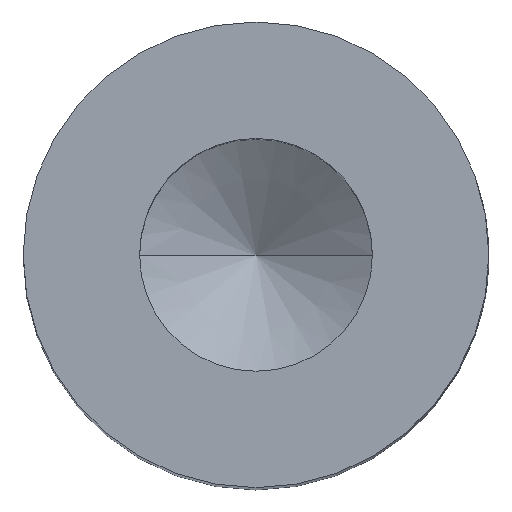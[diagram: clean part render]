
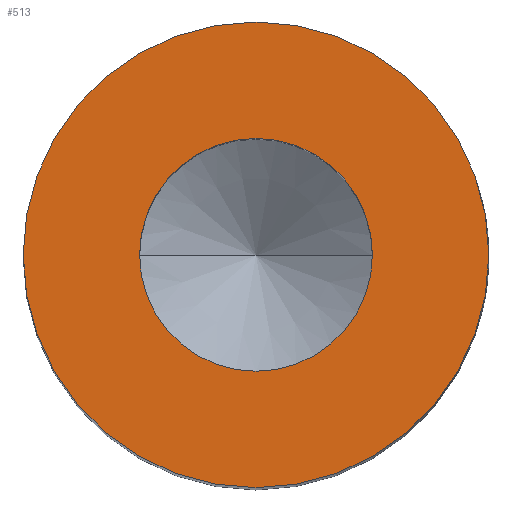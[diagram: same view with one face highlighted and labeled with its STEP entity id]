
A CAD part, top view. The second image highlights one B-rep face of the part: STEP entity #513.
In plain terms, the highlighted planar face has unit normal (0, 0, 1).
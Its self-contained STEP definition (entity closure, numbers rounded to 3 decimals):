
#80 = CARTESIAN_POINT ( 'NONE',  ( 44.584, 44.059, 63. ) ) ;
#88 = AXIS2_PLACEMENT_3D ( 'NONE', #372, #350, #344 ) ;
#92 = DIRECTION ( 'NONE',  ( -1., 0., 0. ) ) ;
#101 = DIRECTION ( 'NONE',  ( 0., 0., -1. ) ) ;
#102 = CARTESIAN_POINT ( 'NONE',  ( 51.584, 44.059, 63. ) ) ;
#164 = FACE_BOUND ( 'NONE', #610, .T. ) ;
#169 = VERTEX_POINT ( 'NONE', #80 ) ;
#180 = CIRCLE ( 'NONE', #782, 7. ) ;
#199 = EDGE_CURVE ( 'NONE', #169, #885, #180, .T. ) ;
#201 = AXIS2_PLACEMENT_3D ( 'NONE', #687, #688, #694 ) ;
#207 = ORIENTED_EDGE ( 'NONE', *, *, #817, .F. ) ;
#223 = FACE_OUTER_BOUND ( 'NONE', #387, .T. ) ;
#231 = AXIS2_PLACEMENT_3D ( 'NONE', #273, #279, #284 ) ;
#255 = CARTESIAN_POINT ( 'NONE',  ( 51.584, 44.059, 63. ) ) ;
#256 = VERTEX_POINT ( 'NONE', #549 ) ;
#260 = DIRECTION ( 'NONE',  ( 0., 0., -1. ) ) ;
#265 = DIRECTION ( 'NONE',  ( 1., 0., 0. ) ) ;
#273 = CARTESIAN_POINT ( 'NONE',  ( 51.584, 44.059, 63. ) ) ;
#279 = DIRECTION ( 'NONE',  ( 0., 0., -1. ) ) ;
#284 = DIRECTION ( 'NONE',  ( -1., 0., 0. ) ) ;
#344 = DIRECTION ( 'NONE',  ( -1., 0., 0. ) ) ;
#350 = DIRECTION ( 'NONE',  ( 0., 0., -1. ) ) ;
#352 = CIRCLE ( 'NONE', #231, 7. ) ;
#355 = PLANE ( 'NONE',  #88 ) ;
#372 = CARTESIAN_POINT ( 'NONE',  ( 51.584, 41.559, 63. ) ) ;
#387 = EDGE_LOOP ( 'NONE', ( #207, #448 ) ) ;
#420 = CIRCLE ( 'NONE', #201, 14. ) ;
#423 = VERTEX_POINT ( 'NONE', #680 ) ;
#448 = ORIENTED_EDGE ( 'NONE', *, *, #843, .F. ) ;
#513 = ADVANCED_FACE ( 'NONE', ( #223, #164 ), #355, .F. ) ;
#541 = AXIS2_PLACEMENT_3D ( 'NONE', #255, #260, #265 ) ;
#549 = CARTESIAN_POINT ( 'NONE',  ( 37.584, 44.059, 63. ) ) ;
#609 = ORIENTED_EDGE ( 'NONE', *, *, #824, .T. ) ;
#610 = EDGE_LOOP ( 'NONE', ( #609, #741 ) ) ;
#615 = CIRCLE ( 'NONE', #541, 14. ) ;
#680 = CARTESIAN_POINT ( 'NONE',  ( 65.584, 44.059, 63. ) ) ;
#687 = CARTESIAN_POINT ( 'NONE',  ( 51.584, 44.059, 63. ) ) ;
#688 = DIRECTION ( 'NONE',  ( 0., 0., -1. ) ) ;
#694 = DIRECTION ( 'NONE',  ( 1., 0., 0. ) ) ;
#741 = ORIENTED_EDGE ( 'NONE', *, *, #199, .T. ) ;
#782 = AXIS2_PLACEMENT_3D ( 'NONE', #102, #101, #92 ) ;
#795 = CARTESIAN_POINT ( 'NONE',  ( 58.584, 44.059, 63. ) ) ;
#817 = EDGE_CURVE ( 'NONE', #423, #256, #615, .T. ) ;
#824 = EDGE_CURVE ( 'NONE', #885, #169, #352, .T. ) ;
#843 = EDGE_CURVE ( 'NONE', #256, #423, #420, .T. ) ;
#885 = VERTEX_POINT ( 'NONE', #795 ) ;
